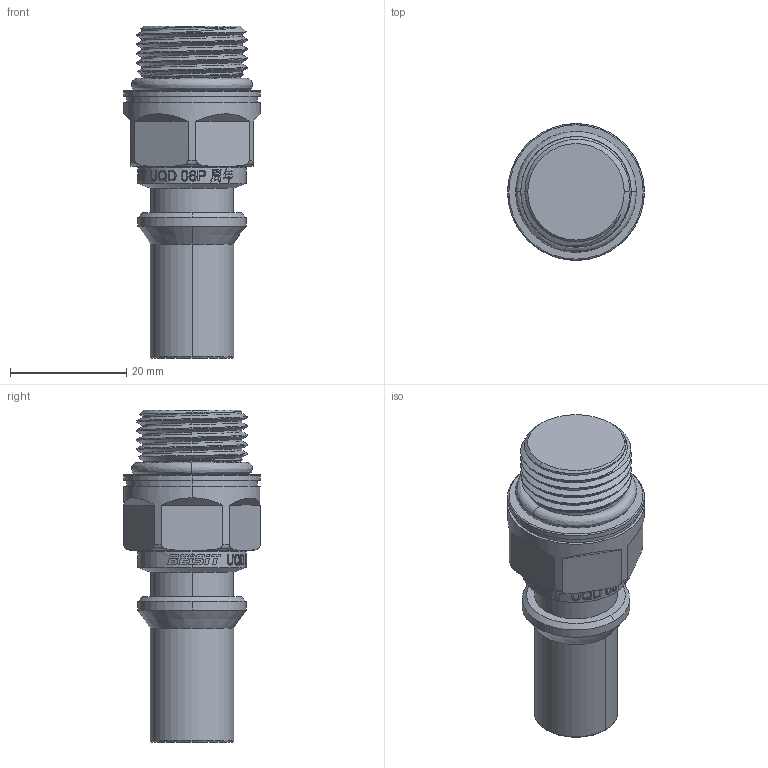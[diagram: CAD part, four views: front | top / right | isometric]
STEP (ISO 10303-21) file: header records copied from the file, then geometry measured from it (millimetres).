
FILE_DESCRIPTION (( 'STEP AP214' ), '1' );
FILE_NAME ('UQD 06P U34M-BU.STEP', '2025-01-16T07:25:15', ( 'Windows 蚚誧' ), ( '' ), 'SwSTEP 2.0', 'SolidWorks 2023', '' );
FILE_SCHEMA (( 'AUTOMOTIVE_DESIGN' ));
Length unit declared in the file: millimetre
Products named in the file (1): UQD 06P U34M-BU
Bounding box: 23.5 x 23.5 x 57.1 mm (x, y, z)
Volume: 14152.9 mm3; surface area: 4692.7 mm2
Topology: 1 solids, 2 shells, 357 faces, 961 edges, 640 vertices
Faces by surface type: plane 153, bspline 104, cylinder 75, torus 14, cone 11
Entity records: 21384 total; most frequent: CARTESIAN_POINT 9674, ORIENTED_EDGE 1922, DIRECTION 1138, EDGE_CURVE 961, VERTEX_POINT 640, AXIS2_PLACEMENT_3D 406, EDGE_LOOP 391, B_SPLINE_CURVE_WITH_KNOTS 391
